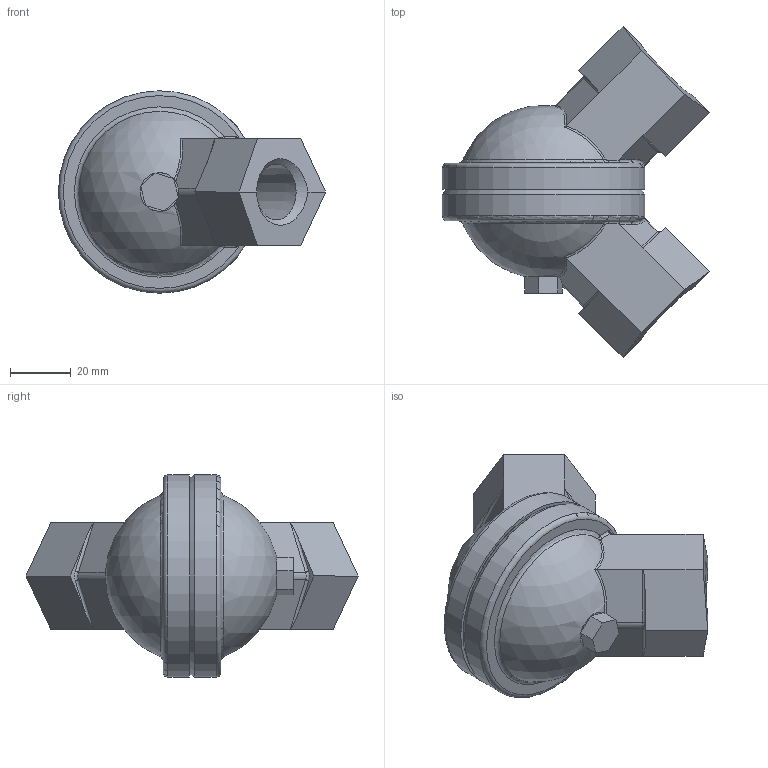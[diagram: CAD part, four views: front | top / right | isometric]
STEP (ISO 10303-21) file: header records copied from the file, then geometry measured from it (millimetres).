
FILE_DESCRIPTION(/* description */ (''),/* implementation_level */ '2;1');
FILE_NAME(/* name */ 'KIL_GUFS-1.stp',/* time_stamp */ '2021-03-17T01:13:29+06:00',/* author */ ('lsugumaran'),/* organization */ (''),/* preprocessor_version */ 'ST-DEVELOPER v18',/* originating_system */ 'Autodesk Inventor 2020',/* authorisation */ '');
FILE_SCHEMA (('AUTOMOTIVE_DESIGN { 1 0 10303 214 3 1 1 }'));
Length unit declared in the file: inch
Products named in the file (4): GUFS-2; 0078414M; 0078417M; 06857AAEB
Assembly tree (3 placements, depth 2):
  GUFS-2
    0078414M
    0078417M
    06857AAEB
Bounding box: 88.01 x 109.34 x 66.67 mm (x, y, z)
Volume: 117972.7 mm3; surface area: 42267.3 mm2
Topology: 3 solids, 3 shells, 194 faces, 494 edges, 333 vertices
Faces by surface type: plane 72, cylinder 37, torus 32, cone 26, bspline 23, sphere 4
Full cylindrical faces by diameter (mm): 6.147 x1, 6.401 x1, 7.874 x1, 7.938 x1, 9.474 x1, 9.525 x1, 12.7 x1, 15.113 x2, 15.875 x2, 22.225 x2, 41.275 x2, 66.675 x2
Entity records: 6920 total; most frequent: CARTESIAN_POINT 1927, DIRECTION 1079, ORIENTED_EDGE 988, EDGE_CURVE 494, AXIS2_PLACEMENT_3D 467, VERTEX_POINT 333, CIRCLE 267, EDGE_LOOP 227
